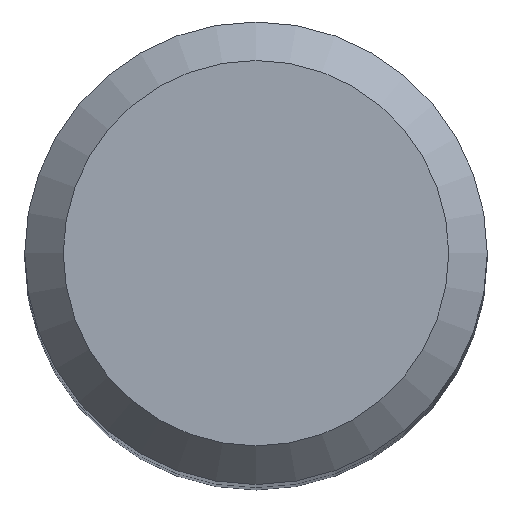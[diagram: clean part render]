
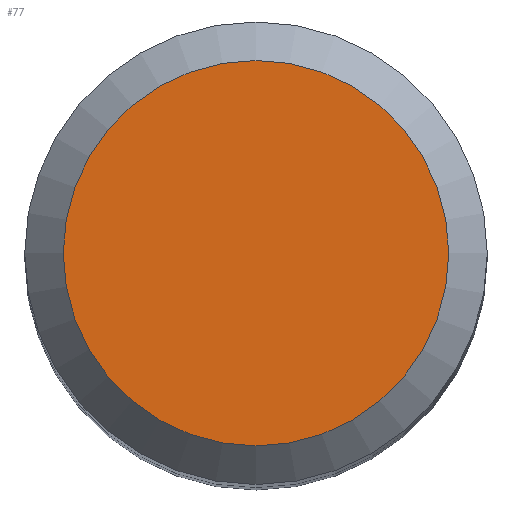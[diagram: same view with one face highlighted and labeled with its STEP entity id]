
A CAD part, top view. The second image highlights one B-rep face of the part: STEP entity #77.
In plain terms, the highlighted planar face has unit normal (0, 0, 1).
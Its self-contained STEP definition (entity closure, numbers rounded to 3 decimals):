
#61=PLANE('',#202);
#67=FACE_OUTER_BOUND('',#108,.T.);
#77=ADVANCED_FACE('',(#67),#61,.F.);
#108=EDGE_LOOP('',(#126));
#126=ORIENTED_EDGE('',*,*,#147,.T.);
#138=VERTEX_POINT('',#283);
#147=EDGE_CURVE('',#138,#138,#156,.T.);
#156=CIRCLE('',#201,5.);
#201=AXIS2_PLACEMENT_3D('',#282,#244,#245);
#202=AXIS2_PLACEMENT_3D('',#284,#246,#247);
#244=DIRECTION('',(0.,0.,1.));
#245=DIRECTION('',(0.,-1.,0.));
#246=DIRECTION('',(0.,0.,-1.));
#247=DIRECTION('',(0.,-1.,0.));
#282=CARTESIAN_POINT('',(0.,0.,45.));
#283=CARTESIAN_POINT('',(0.,-5.,45.));
#284=CARTESIAN_POINT('',(0.,5.,45.));
